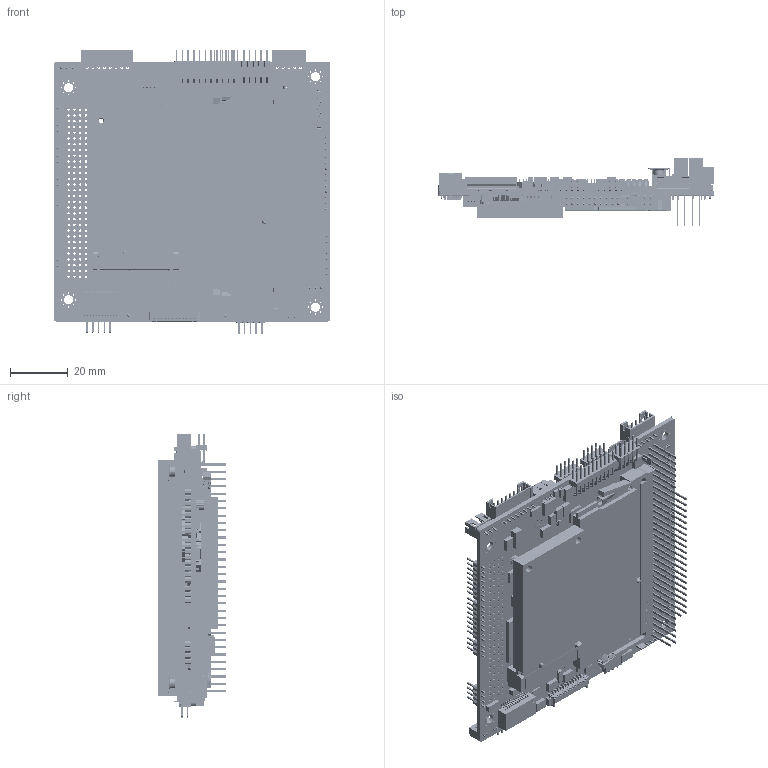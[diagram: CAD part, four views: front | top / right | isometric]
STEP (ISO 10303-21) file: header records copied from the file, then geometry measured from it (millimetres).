
FILE_DESCRIPTION (( 'STEP AP203' ), '1' );
FILE_NAME ('PCM-3365-BD.STEP', '2016-04-15T01:57:15', ( '' ), ( '' ), 'SwSTEP 2.0', 'SolidWorks 2013', '' );
FILE_SCHEMA (( 'CONFIG_CONTROL_DESIGN' ));
Products named in the file (1): PCM-3365-BD
Bounding box: 95.89 x 23.65 x 98.89 mm (x, y, z)
Volume: 49633.2 mm3; surface area: 62287.5 mm2
Topology: 407 solids, 407 shells, 12415 faces, 31514 edges, 20651 vertices
Faces by surface type: plane 10302, cylinder 1956, bspline 93, cone 52, torus 12
Entity records: 374558 total; most frequent: CARTESIAN_POINT 71125, ORIENTED_EDGE 63020, DIRECTION 59651, EDGE_CURVE 31510, LINE 27043, VECTOR 27043, VERTEX_POINT 20649, AXIS2_PLACEMENT_3D 16304
